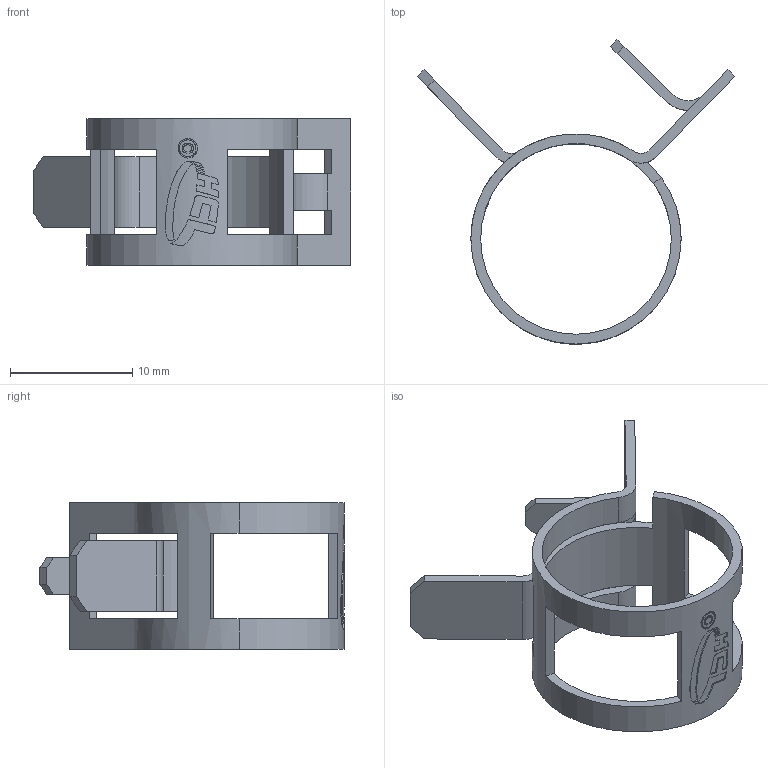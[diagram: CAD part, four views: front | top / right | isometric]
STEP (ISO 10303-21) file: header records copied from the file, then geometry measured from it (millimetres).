
FILE_DESCRIPTION (( 'STEP AP214' ), '1' );
FILE_NAME ('MIK-CTB-17.step', '2025-06-06T12:08:04', ( '' ), ( '' ), 'SwSTEP 2.0', 'SolidWorks 2025', '' );
FILE_SCHEMA (( 'AUTOMOTIVE_DESIGN' ));
Length unit declared in the file: millimetre
Products named in the file (1): MIK-CTB-17
Bounding box: 26 x 24.91 x 12 mm (x, y, z)
Volume: 447.3 mm3; surface area: 1402.1 mm2
Topology: 1 solids, 1 shells, 149 faces, 429 edges, 286 vertices
Faces by surface type: cylinder 64, bspline 49, plane 36
Entity records: 6154 total; most frequent: CARTESIAN_POINT 2652, ORIENTED_EDGE 858, DIRECTION 505, EDGE_CURVE 429, VERTEX_POINT 286, VECTOR 199, LINE 199, B_SPLINE_CURVE_WITH_KNOTS 178
